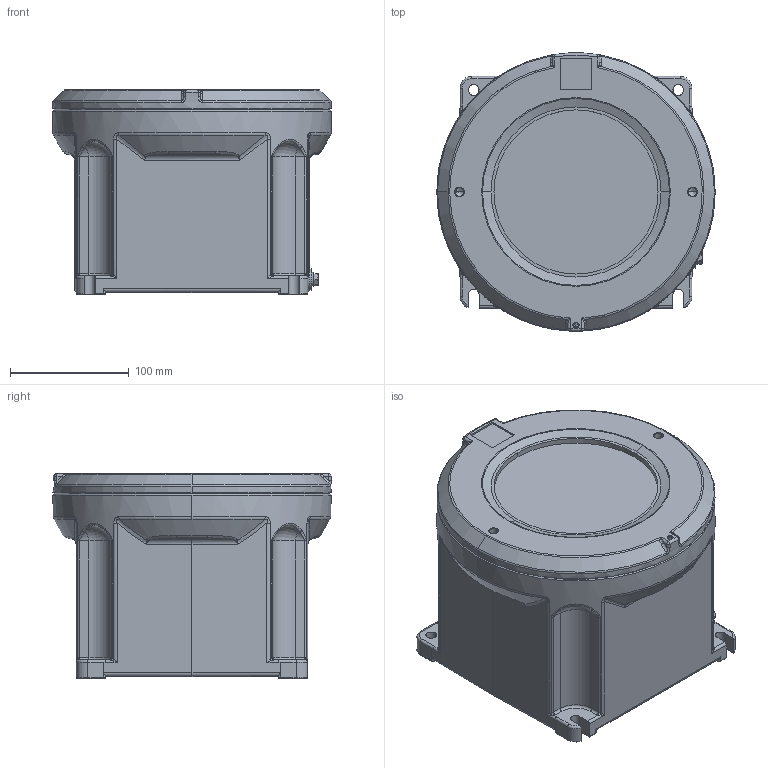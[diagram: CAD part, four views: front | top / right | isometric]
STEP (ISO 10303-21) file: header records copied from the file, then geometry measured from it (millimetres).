
FILE_DESCRIPTION (( 'STEP AP203' ), '1' );
FILE_NAME ('8265_03-__1_.STEP', '2014-04-11T07:16:47', ( 'Admin' ), ( 'R. STAHL AG' ), 'SwSTEP 2.0', 'SolidWorks 2013', '' );
FILE_SCHEMA (( 'CONFIG_CONTROL_DESIGN' ));
Length unit declared in the file: millimetre
Products named in the file (16): 8265_9_055_003_0; 509_656_0_2_Standard M 5; 505_706_0_M5x14; 509_656_0; 8265_03-__1_; 8265_0_005_003_0_3d export; 8265_9_004_003_6_8265_9_004_003_3; 506_548_0; 8265_9_005_003_6_3d export 2; 503_676_0_M5 x 16; 8265_9_058_013_0; 506_886_0; 82_459_01_98_0; 501_619_0_M 6 x 12; 82_459_01_95_0
Assembly tree (30 placements, depth 4):
  8265_03-__1_
    8265_9_004_003_6_8265_9_004_003_3
    8265_0_005_003_0_3d export
      8265_9_005_003_6_3d export 2
      8265_9_058_013_0
      82_459_01_98_0  x4
      82_459_01_95_0  x4
      509_656_0  x4
        509_656_0_2_Standard M 5
        509_656_0
    506_548_0  x2
    503_676_0_M5 x 16
    506_886_0  x4
    501_619_0_M 6 x 12  x2
    8265_9_055_003_0
    505_706_0_M5x14  x2
Bounding box: 234 x 234 x 172 mm (x, y, z)
Volume: 2682298.6 mm3; surface area: 509827.9 mm2
Topology: 31 solids, 31 shells, 1397 faces, 3392 edges, 2024 vertices
Faces by surface type: plane 436, cylinder 383, bspline 269, cone 166, torus 121, sphere 22
Entity records: 40304 total; most frequent: CARTESIAN_POINT 17060, ORIENTED_EDGE 4602, DIRECTION 4231, EDGE_CURVE 2301, AXIS2_PLACEMENT_3D 1676, VERTEX_POINT 1383, EDGE_LOOP 1018, FACE_OUTER_BOUND 973
